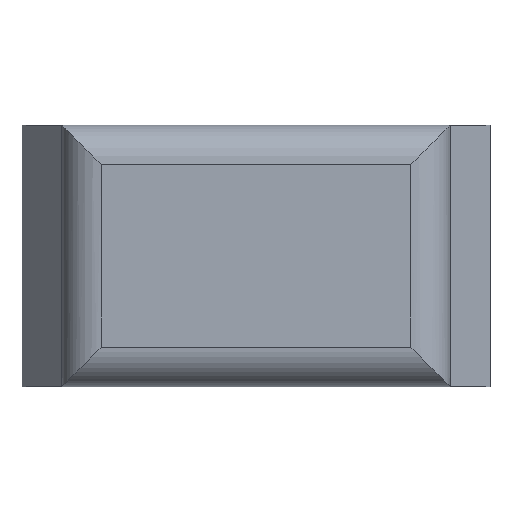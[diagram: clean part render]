
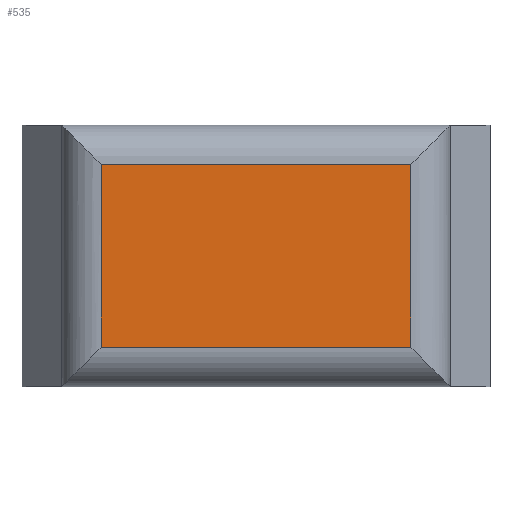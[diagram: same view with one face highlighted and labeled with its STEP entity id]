
A CAD part, top view. The second image highlights one B-rep face of the part: STEP entity #535.
In plain terms, the highlighted planar face has unit normal (0, 0, 1).
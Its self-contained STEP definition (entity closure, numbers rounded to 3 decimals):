
#10 = VERTEX_POINT ( 'NONE', #554 ) ;
#72 = ORIENTED_EDGE ( 'NONE', *, *, #472, .T. ) ;
#86 = CARTESIAN_POINT ( 'NONE',  ( -14.254, 0.5, 8.898 ) ) ;
#112 = ORIENTED_EDGE ( 'NONE', *, *, #559, .T. ) ;
#129 = EDGE_CURVE ( 'NONE', #10, #568, #175, .T. ) ;
#136 = DIRECTION ( 'NONE',  ( 1., 0., 0. ) ) ;
#143 = CARTESIAN_POINT ( 'NONE',  ( -14.754, 2.8, 8.898 ) ) ;
#175 = LINE ( 'NONE', #86, #364 ) ;
#184 = ORIENTED_EDGE ( 'NONE', *, *, #492, .T. ) ;
#203 = LINE ( 'NONE', #526, #563 ) ;
#204 = VECTOR ( 'NONE', #560, 1000. ) ;
#207 = CARTESIAN_POINT ( 'NONE',  ( -18.654, 3.3, 8.898 ) ) ;
#247 = ORIENTED_EDGE ( 'NONE', *, *, #129, .T. ) ;
#248 = VECTOR ( 'NONE', #462, 1000. ) ;
#253 = CARTESIAN_POINT ( 'NONE',  ( -14.754, 3.3, 8.898 ) ) ;
#267 = CARTESIAN_POINT ( 'NONE',  ( -14.754, 0.5, 8.898 ) ) ;
#270 = EDGE_LOOP ( 'NONE', ( #112, #184, #247, #72 ) ) ;
#304 = DIRECTION ( 'NONE',  ( -1., 0., 0. ) ) ;
#311 = VERTEX_POINT ( 'NONE', #143 ) ;
#326 = VERTEX_POINT ( 'NONE', #365 ) ;
#327 = FACE_OUTER_BOUND ( 'NONE', #270, .T. ) ;
#364 = VECTOR ( 'NONE', #136, 1000. ) ;
#365 = CARTESIAN_POINT ( 'NONE',  ( -18.654, 2.8, 8.898 ) ) ;
#380 = LINE ( 'NONE', #207, #248 ) ;
#451 = AXIS2_PLACEMENT_3D ( 'NONE', #567, #475, #476 ) ;
#462 = DIRECTION ( 'NONE',  ( 0., -1., 0. ) ) ;
#472 = EDGE_CURVE ( 'NONE', #568, #311, #482, .T. ) ;
#475 = DIRECTION ( 'NONE',  ( 0., 0., -1. ) ) ;
#476 = DIRECTION ( 'NONE',  ( -1., 0., 0. ) ) ;
#482 = LINE ( 'NONE', #253, #204 ) ;
#492 = EDGE_CURVE ( 'NONE', #326, #10, #380, .T. ) ;
#522 = PLANE ( 'NONE',  #451 ) ;
#526 = CARTESIAN_POINT ( 'NONE',  ( -19.154, 2.8, 8.898 ) ) ;
#535 = ADVANCED_FACE ( 'NONE', ( #327 ), #522, .F. ) ;
#554 = CARTESIAN_POINT ( 'NONE',  ( -18.654, 0.5, 8.898 ) ) ;
#559 = EDGE_CURVE ( 'NONE', #311, #326, #203, .T. ) ;
#560 = DIRECTION ( 'NONE',  ( 0., 1., 0. ) ) ;
#563 = VECTOR ( 'NONE', #304, 1000. ) ;
#567 = CARTESIAN_POINT ( 'NONE',  ( -19.154, 3.3, 8.898 ) ) ;
#568 = VERTEX_POINT ( 'NONE', #267 ) ;
